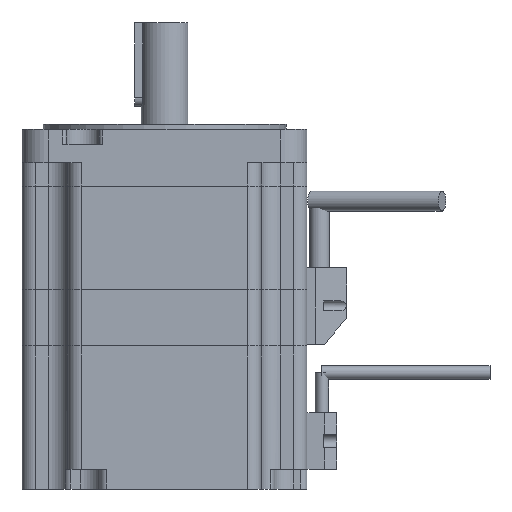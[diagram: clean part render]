
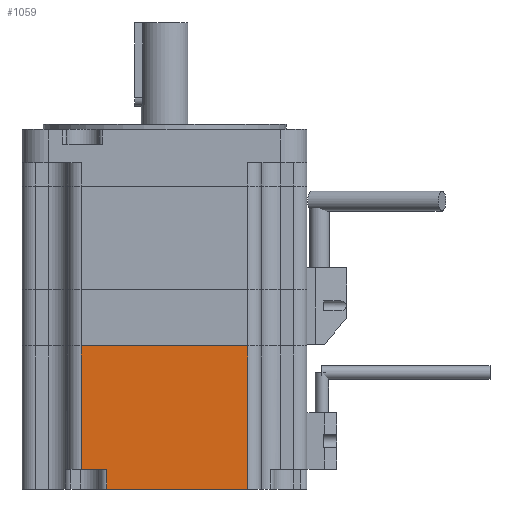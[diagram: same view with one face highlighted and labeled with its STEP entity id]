
A CAD part, left-side view. The second image highlights one B-rep face of the part: STEP entity #1059.
In plain terms, the highlighted planar face has unit normal (-1, 0, 0).
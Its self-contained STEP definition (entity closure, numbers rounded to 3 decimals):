
#1059=ADVANCED_FACE('',(#1476),#1265,.T.);
#1265=PLANE('',#6191);
#1476=FACE_OUTER_BOUND('',#1867,.T.);
#1867=EDGE_LOOP('',(#3114,#3115,#3116,#3117,#3118,#3119));
#3114=ORIENTED_EDGE('',*,*,#4628,.T.);
#3115=ORIENTED_EDGE('',*,*,#4629,.T.);
#3116=ORIENTED_EDGE('',*,*,#4589,.T.);
#3117=ORIENTED_EDGE('',*,*,#4630,.T.);
#3118=ORIENTED_EDGE('',*,*,#4631,.F.);
#3119=ORIENTED_EDGE('',*,*,#4632,.F.);
#3893=VERTEX_POINT('',#9228);
#3894=VERTEX_POINT('',#9229);
#3931=VERTEX_POINT('',#9307);
#3932=VERTEX_POINT('',#9308);
#3933=VERTEX_POINT('',#9311);
#3934=VERTEX_POINT('',#9313);
#4589=EDGE_CURVE('',#3893,#3894,#5127,.T.);
#4628=EDGE_CURVE('',#3931,#3932,#5146,.T.);
#4629=EDGE_CURVE('',#3932,#3893,#5147,.T.);
#4630=EDGE_CURVE('',#3894,#3933,#5148,.T.);
#4631=EDGE_CURVE('',#3934,#3933,#5149,.T.);
#4632=EDGE_CURVE('',#3931,#3934,#5150,.T.);
#5127=LINE('',#9227,#5589);
#5146=LINE('',#9306,#5608);
#5147=LINE('',#9309,#5609);
#5148=LINE('',#9310,#5610);
#5149=LINE('',#9312,#5611);
#5150=LINE('',#9314,#5612);
#5589=VECTOR('',#7563,1.);
#5608=VECTOR('',#7626,1.);
#5609=VECTOR('',#7627,1.);
#5610=VECTOR('',#7628,1.);
#5611=VECTOR('',#7629,1.);
#5612=VECTOR('',#7630,1.);
#6191=AXIS2_PLACEMENT_3D('',#9315,#7631,#7632);
#7563=DIRECTION('',(0.,-1.,0.));
#7626=DIRECTION('',(0.,-1.,0.));
#7627=DIRECTION('',(0.,0.,-1.));
#7628=DIRECTION('',(0.,0.,1.));
#7629=DIRECTION('',(0.,-1.,0.));
#7630=DIRECTION('',(0.,0.,1.));
#7631=DIRECTION('',(-1.,0.,0.));
#7632=DIRECTION('',(0.,0.,1.));
#9227=CARTESIAN_POINT('',(-42.75,25.06,-108.));
#9228=CARTESIAN_POINT('',(-42.75,17.312,-108.));
#9229=CARTESIAN_POINT('',(-42.75,-24.94,-108.));
#9306=CARTESIAN_POINT('',(-42.75,25.06,-102.));
#9307=CARTESIAN_POINT('',(-42.75,25.06,-102.));
#9308=CARTESIAN_POINT('',(-42.75,17.312,-102.));
#9309=CARTESIAN_POINT('',(-42.75,17.312,-108.));
#9310=CARTESIAN_POINT('',(-42.75,-24.94,-108.));
#9311=CARTESIAN_POINT('',(-42.75,-24.94,-65.));
#9312=CARTESIAN_POINT('',(-42.75,25.06,-65.));
#9313=CARTESIAN_POINT('',(-42.75,25.06,-65.));
#9314=CARTESIAN_POINT('',(-42.75,25.06,-108.));
#9315=CARTESIAN_POINT('',(-42.75,25.06,-108.));
